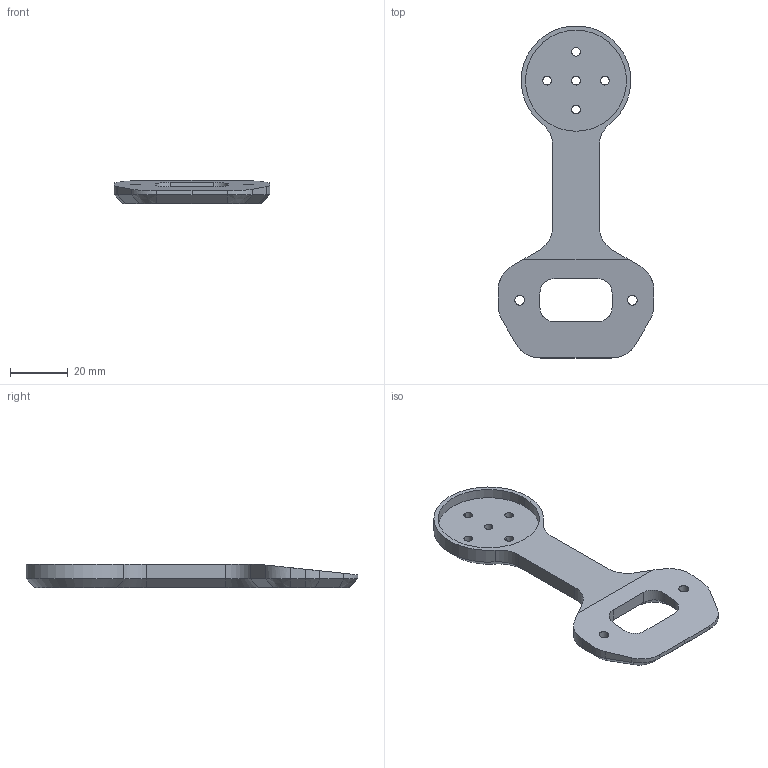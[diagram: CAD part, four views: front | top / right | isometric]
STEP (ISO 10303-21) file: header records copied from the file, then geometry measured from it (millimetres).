
FILE_DESCRIPTION(('CATIA V5 STEP Exchange'),'2;1');
FILE_NAME('Support Garmin Canyon H36 Kedge V1.stp','2020-04-27T08:48:06+00:00',('none'),('none'),'CATIA Version 5-6 Release 2017','CATIA V5 STEP AP203','none');
FILE_SCHEMA(('CONFIG_CONTROL_DESIGN'));
Length unit declared in the file: millimetre
Products named in the file (1): Part1
Bounding box: 54 x 114.93 x 8 mm (x, y, z)
Volume: 17820.9 mm3; surface area: 9050.4 mm2
Topology: 1 solids, 1 shells, 81 faces, 202 edges, 124 vertices
Faces by surface type: cylinder 31, plane 31, cone 19
Entity records: 2388 total; most frequent: CARTESIAN_POINT 475, ORIENTED_EDGE 404, DIRECTION 328, EDGE_CURVE 202, AXIS2_PLACEMENT_3D 138, VERTEX_POINT 124, VECTOR 121, LINE 121
